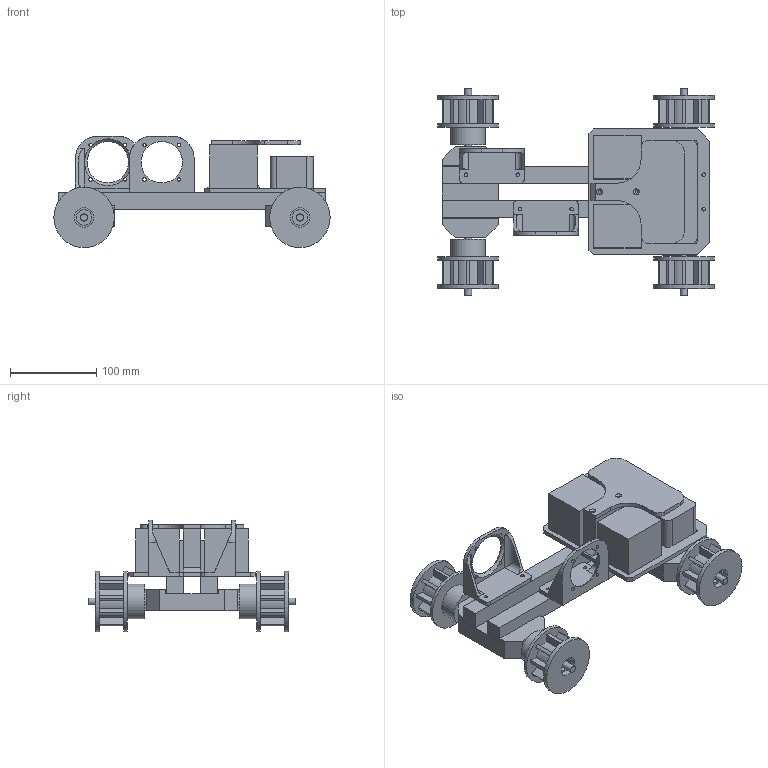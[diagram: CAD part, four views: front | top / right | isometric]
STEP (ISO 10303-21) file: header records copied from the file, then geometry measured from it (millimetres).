
FILE_DESCRIPTION(/* description */ (''),/* implementation_level */ '2;1');
FILE_NAME(/* name */ '693445a2-5dd9-4f41-8ca1-14781c0caa59.stp',/* time_stamp */ '2020-09-09T14:02:58+00:00',/* author */ (''),/* organization */ (''),/* preprocessor_version */ 'ST-DEVELOPER v18.1',/* originating_system */ 'Autodesk Translation Framework v9.3.0.1241',/* authorisation */ '');
FILE_SCHEMA (('AUTOMOTIVE_DESIGN { 1 0 10303 214 3 1 1 }'));
Length unit declared in the file: millimetre
Products named in the file (1): vehicle02
Bounding box: 320 x 240 x 129 mm (x, y, z)
Volume: 1668879.8 mm3; surface area: 381134.5 mm2
Topology: 17 solids, 17 shells, 404 faces, 1046 edges, 694 vertices
Faces by surface type: plane 234, cylinder 166, cone 4
Full cylindrical faces by diameter (mm): 2.8 x4, 4 x8, 4.1 x4, 4.2 x4, 4.5 x8, 8 x2, 8.5 x2, 10 x8, 18 x4, 22.5 x8, 40 x2, 48 x2, 70 x8
Entity records: 12669 total; most frequent: CARTESIAN_POINT 2261, DIRECTION 2196, ORIENTED_EDGE 2092, EDGE_CURVE 1046, AXIS2_PLACEMENT_3D 757, VERTEX_POINT 694, LINE 682, VECTOR 682
